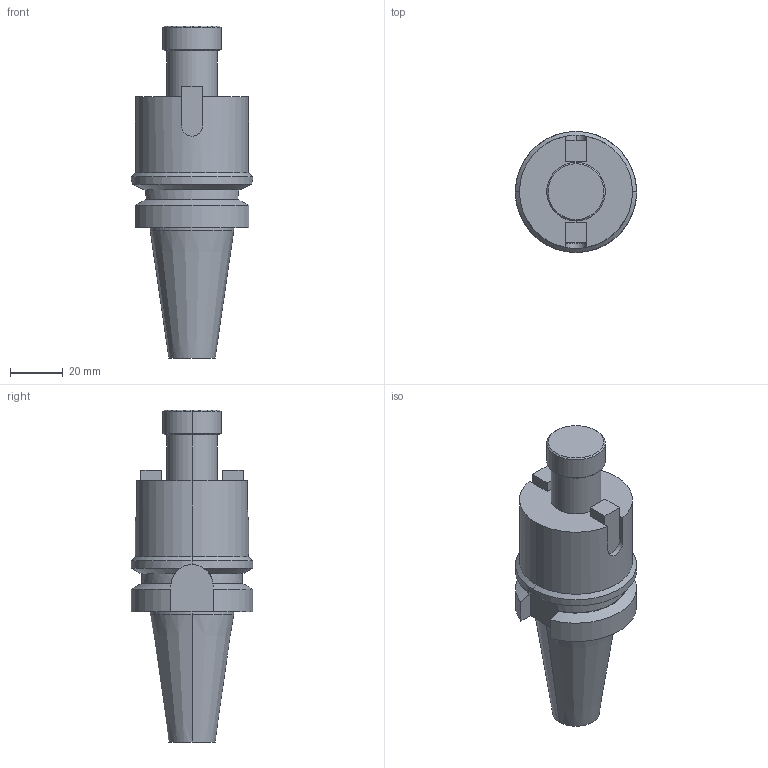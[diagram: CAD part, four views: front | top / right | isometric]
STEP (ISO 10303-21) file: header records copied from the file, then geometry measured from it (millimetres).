
FILE_DESCRIPTION (( 'STEP AP203' ), '1' );
FILE_NAME ('STP-SATE-25.151.64.200.STEP', '2020-07-02T05:44:03', ( '' ), ( '' ), 'SwSTEP 2.0', 'SolidWorks 2017', '' );
FILE_SCHEMA (( 'CONFIG_CONTROL_DESIGN' ));
Length unit declared in the file: millimetre
Products named in the file (1): STP-SATE-25.151.64.200
Bounding box: 46 x 46 x 126.05 mm (x, y, z)
Volume: 100251.8 mm3; surface area: 19610.2 mm2
Topology: 4 solids, 4 shells, 78 faces, 185 edges, 118 vertices
Faces by surface type: plane 34, cylinder 30, cone 14
Entity records: 2433 total; most frequent: CARTESIAN_POINT 551, DIRECTION 384, ORIENTED_EDGE 366, EDGE_CURVE 183, AXIS2_PLACEMENT_3D 145, VERTEX_POINT 118, LINE 94, VECTOR 94
